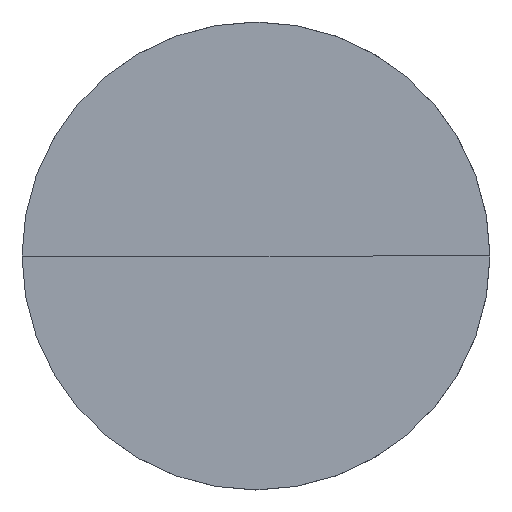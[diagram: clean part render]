
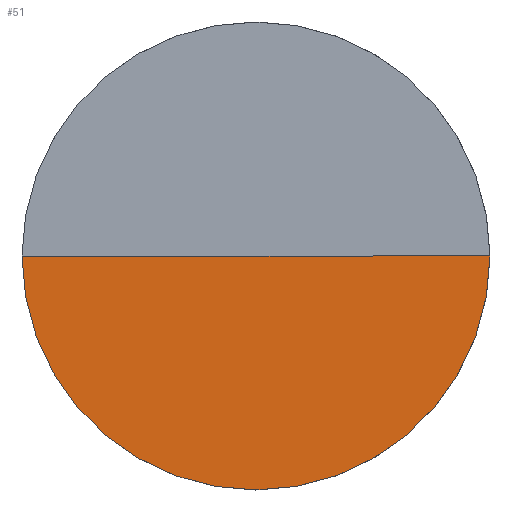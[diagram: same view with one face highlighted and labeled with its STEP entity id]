
A CAD part, left-side view. The second image highlights one B-rep face of the part: STEP entity #51.
In plain terms, the highlighted conical face has half-angle 89.889 degrees and reference radius 25 mm.
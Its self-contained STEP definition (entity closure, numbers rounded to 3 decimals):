
#4 = EDGE_CURVE ( 'NONE', #71, #143, #137, .T. ) ;
#14 = EDGE_CURVE ( 'NONE', #71, #89, #100, .T. ) ;
#17 = AXIS2_PLACEMENT_3D ( 'NONE', #136, #87, #73 ) ;
#18 = DIRECTION ( 'NONE',  ( 0., 1., 0. ) ) ;
#21 = DIRECTION ( 'NONE',  ( -0.002, -1., 0. ) ) ;
#31 = CARTESIAN_POINT ( 'NONE',  ( 469.236, 21.941, 0. ) ) ;
#37 = CARTESIAN_POINT ( 'NONE',  ( 469.334, 71.94, 0. ) ) ;
#45 = CARTESIAN_POINT ( 'NONE',  ( 469.236, 21.941, 0. ) ) ;
#51 = ADVANCED_FACE ( 'NONE', ( #164 ), #134, .F. ) ;
#54 = VECTOR ( 'NONE', #77, 1000. ) ;
#57 = CARTESIAN_POINT ( 'NONE',  ( 469.285, 46.94, 0. ) ) ;
#64 = VECTOR ( 'NONE', #18, 1000. ) ;
#71 = VERTEX_POINT ( 'NONE', #119 ) ;
#72 = AXIS2_PLACEMENT_3D ( 'NONE', #57, #142, #21 ) ;
#73 = DIRECTION ( 'NONE',  ( -0.002, -1., 0. ) ) ;
#77 = DIRECTION ( 'NONE',  ( -0.004, -1., 0. ) ) ;
#87 = DIRECTION ( 'NONE',  ( -1., 0.002, 0. ) ) ;
#89 = VERTEX_POINT ( 'NONE', #31 ) ;
#100 = LINE ( 'NONE', #45, #54 ) ;
#108 = ORIENTED_EDGE ( 'NONE', *, *, #118, .T. ) ;
#118 = EDGE_CURVE ( 'NONE', #143, #89, #145, .T. ) ;
#119 = CARTESIAN_POINT ( 'NONE',  ( 469.334, 46.94, 0. ) ) ;
#121 = ORIENTED_EDGE ( 'NONE', *, *, #14, .F. ) ;
#130 = EDGE_LOOP ( 'NONE', ( #121, #161, #108 ) ) ;
#134 = CONICAL_SURFACE ( 'NONE', #17, 25., 1.569 ) ;
#136 = CARTESIAN_POINT ( 'NONE',  ( 469.285, 46.94, 0. ) ) ;
#137 = LINE ( 'NONE', #149, #64 ) ;
#142 = DIRECTION ( 'NONE',  ( -1., 0.002, 0. ) ) ;
#143 = VERTEX_POINT ( 'NONE', #37 ) ;
#145 = CIRCLE ( 'NONE', #72, 25. ) ;
#149 = CARTESIAN_POINT ( 'NONE',  ( 469.334, 71.94, 0. ) ) ;
#161 = ORIENTED_EDGE ( 'NONE', *, *, #4, .T. ) ;
#164 = FACE_OUTER_BOUND ( 'NONE', #130, .T. ) ;
